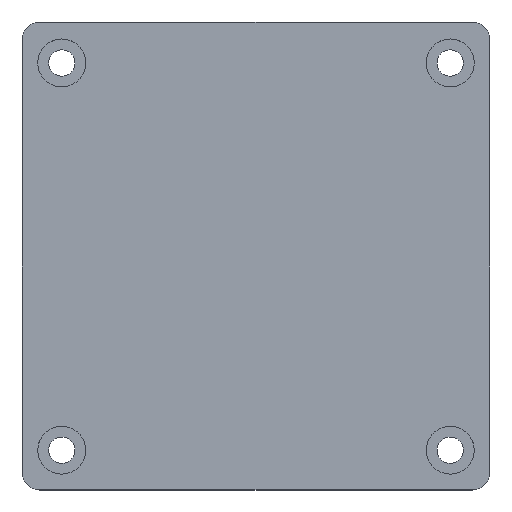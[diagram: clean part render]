
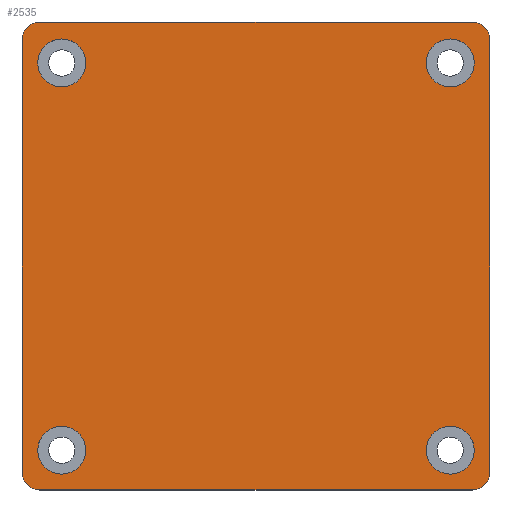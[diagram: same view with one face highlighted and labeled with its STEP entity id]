
A CAD part, top view. The second image highlights one B-rep face of the part: STEP entity #2535.
In plain terms, the highlighted planar face has unit normal (0, 0, 1).
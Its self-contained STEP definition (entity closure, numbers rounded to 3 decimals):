
#16 = DIRECTION ( 'NONE',  ( 0., 1., 0. ) ) ;
#20 = CARTESIAN_POINT ( 'NONE',  ( -37., -40., 4. ) ) ;
#33 = EDGE_CURVE ( 'NONE', #858, #3808, #2255, .T. ) ;
#36 = AXIS2_PLACEMENT_3D ( 'NONE', #2261, #2873, #1907 ) ;
#49 = VERTEX_POINT ( 'NONE', #3320 ) ;
#58 = VERTEX_POINT ( 'NONE', #4250 ) ;
#67 = LINE ( 'NONE', #3025, #3827 ) ;
#69 = CARTESIAN_POINT ( 'NONE',  ( -37., 37., 4. ) ) ;
#123 = DIRECTION ( 'NONE',  ( 0., 0., -1. ) ) ;
#143 = DIRECTION ( 'NONE',  ( 0., -1., 0. ) ) ;
#149 = EDGE_LOOP ( 'NONE', ( #202, #738 ) ) ;
#202 = ORIENTED_EDGE ( 'NONE', *, *, #2114, .T. ) ;
#210 = EDGE_LOOP ( 'NONE', ( #351, #754 ) ) ;
#234 = EDGE_CURVE ( 'NONE', #690, #3092, #1898, .T. ) ;
#238 = CARTESIAN_POINT ( 'NONE',  ( -40., -37., 4. ) ) ;
#239 = CIRCLE ( 'NONE', #509, 4.1 ) ;
#302 = AXIS2_PLACEMENT_3D ( 'NONE', #361, #1317, #3639 ) ;
#315 = DIRECTION ( 'NONE',  ( 0., 0., 1. ) ) ;
#351 = ORIENTED_EDGE ( 'NONE', *, *, #3304, .T. ) ;
#361 = CARTESIAN_POINT ( 'NONE',  ( 33.2, -33.2, 4. ) ) ;
#363 = FACE_BOUND ( 'NONE', #149, .T. ) ;
#381 = AXIS2_PLACEMENT_3D ( 'NONE', #824, #1563, #3554 ) ;
#383 = CARTESIAN_POINT ( 'NONE',  ( -33.2, -29.1, 4. ) ) ;
#425 = CARTESIAN_POINT ( 'NONE',  ( 33.2, -29.1, 4. ) ) ;
#433 = VERTEX_POINT ( 'NONE', #1583 ) ;
#450 = EDGE_CURVE ( 'NONE', #3808, #2286, #2601, .T. ) ;
#478 = EDGE_LOOP ( 'NONE', ( #3102, #758 ) ) ;
#483 = CARTESIAN_POINT ( 'NONE',  ( 33.2, 37.1, 4. ) ) ;
#501 = EDGE_LOOP ( 'NONE', ( #2530, #1750 ) ) ;
#509 = AXIS2_PLACEMENT_3D ( 'NONE', #1764, #123, #143 ) ;
#538 = CARTESIAN_POINT ( 'NONE',  ( -37., -40., 4. ) ) ;
#670 = FACE_OUTER_BOUND ( 'NONE', #815, .T. ) ;
#690 = VERTEX_POINT ( 'NONE', #2141 ) ;
#701 = CARTESIAN_POINT ( 'NONE',  ( 33.2, 33., 4. ) ) ;
#711 = VECTOR ( 'NONE', #2041, 1000. ) ;
#729 = AXIS2_PLACEMENT_3D ( 'NONE', #701, #3385, #2950 ) ;
#736 = FACE_BOUND ( 'NONE', #501, .T. ) ;
#738 = ORIENTED_EDGE ( 'NONE', *, *, #1321, .T. ) ;
#754 = ORIENTED_EDGE ( 'NONE', *, *, #1105, .T. ) ;
#758 = ORIENTED_EDGE ( 'NONE', *, *, #2359, .T. ) ;
#815 = EDGE_LOOP ( 'NONE', ( #1368, #2202, #896, #2161, #2868, #3745, #3532, #2610 ) ) ;
#824 = CARTESIAN_POINT ( 'NONE',  ( -33.2, -33.2, 4. ) ) ;
#858 = VERTEX_POINT ( 'NONE', #2967 ) ;
#861 = AXIS2_PLACEMENT_3D ( 'NONE', #3017, #1674, #2291 ) ;
#866 = DIRECTION ( 'NONE',  ( 0., -1., 0. ) ) ;
#896 = ORIENTED_EDGE ( 'NONE', *, *, #33, .T. ) ;
#900 = CARTESIAN_POINT ( 'NONE',  ( -40., 37., 4. ) ) ;
#936 = CIRCLE ( 'NONE', #4175, 3. ) ;
#946 = CARTESIAN_POINT ( 'NONE',  ( -33.2, 33., 4. ) ) ;
#1072 = CIRCLE ( 'NONE', #302, 4.1 ) ;
#1105 = EDGE_CURVE ( 'NONE', #2809, #58, #4242, .T. ) ;
#1151 = DIRECTION ( 'NONE',  ( 0., 0., -1. ) ) ;
#1163 = EDGE_CURVE ( 'NONE', #1197, #2214, #1170, .T. ) ;
#1170 = LINE ( 'NONE', #538, #3696 ) ;
#1197 = VERTEX_POINT ( 'NONE', #20 ) ;
#1263 = CARTESIAN_POINT ( 'NONE',  ( 33.2, 28.9, 4. ) ) ;
#1274 = AXIS2_PLACEMENT_3D ( 'NONE', #946, #2860, #3816 ) ;
#1317 = DIRECTION ( 'NONE',  ( 0., 0., -1. ) ) ;
#1321 = EDGE_CURVE ( 'NONE', #2719, #2574, #1072, .T. ) ;
#1348 = EDGE_CURVE ( 'NONE', #49, #858, #67, .T. ) ;
#1359 = VERTEX_POINT ( 'NONE', #483 ) ;
#1368 = ORIENTED_EDGE ( 'NONE', *, *, #2332, .T. ) ;
#1380 = DIRECTION ( 'NONE',  ( -1., 0., 0. ) ) ;
#1407 = CARTESIAN_POINT ( 'NONE',  ( 33.2, -33.2, 4. ) ) ;
#1409 = CIRCLE ( 'NONE', #2921, 4.1 ) ;
#1525 = CARTESIAN_POINT ( 'NONE',  ( 37., -37., 4. ) ) ;
#1563 = DIRECTION ( 'NONE',  ( 0., 0., -1. ) ) ;
#1583 = CARTESIAN_POINT ( 'NONE',  ( 40., -37., 4. ) ) ;
#1674 = DIRECTION ( 'NONE',  ( 0., 0., 1. ) ) ;
#1684 = FACE_BOUND ( 'NONE', #478, .T. ) ;
#1687 = AXIS2_PLACEMENT_3D ( 'NONE', #1876, #2829, #866 ) ;
#1697 = EDGE_CURVE ( 'NONE', #1359, #1872, #2524, .T. ) ;
#1750 = ORIENTED_EDGE ( 'NONE', *, *, #1697, .T. ) ;
#1764 = CARTESIAN_POINT ( 'NONE',  ( 33.2, 33., 4. ) ) ;
#1872 = VERTEX_POINT ( 'NONE', #1263 ) ;
#1876 = CARTESIAN_POINT ( 'NONE',  ( -33.2, 33., 4. ) ) ;
#1898 = CIRCLE ( 'NONE', #381, 4.1 ) ;
#1907 = DIRECTION ( 'NONE',  ( 0., 1., 0. ) ) ;
#1958 = AXIS2_PLACEMENT_3D ( 'NONE', #1407, #1151, #2725 ) ;
#2009 = EDGE_CURVE ( 'NONE', #433, #2514, #3686, .T. ) ;
#2012 = FACE_BOUND ( 'NONE', #210, .T. ) ;
#2041 = DIRECTION ( 'NONE',  ( 0., 1., 0. ) ) ;
#2114 = EDGE_CURVE ( 'NONE', #2574, #2719, #3966, .T. ) ;
#2141 = CARTESIAN_POINT ( 'NONE',  ( -33.2, -37.3, 4. ) ) ;
#2161 = ORIENTED_EDGE ( 'NONE', *, *, #450, .T. ) ;
#2202 = ORIENTED_EDGE ( 'NONE', *, *, #1348, .T. ) ;
#2214 = VERTEX_POINT ( 'NONE', #2746 ) ;
#2255 = CIRCLE ( 'NONE', #861, 3. ) ;
#2261 = CARTESIAN_POINT ( 'NONE',  ( 37., 37., 4. ) ) ;
#2286 = VERTEX_POINT ( 'NONE', #238 ) ;
#2291 = DIRECTION ( 'NONE',  ( 0., 1., 0. ) ) ;
#2332 = EDGE_CURVE ( 'NONE', #2514, #49, #3826, .T. ) ;
#2359 = EDGE_CURVE ( 'NONE', #3092, #690, #1409, .T. ) ;
#2383 = DIRECTION ( 'NONE',  ( 0., 0., 1. ) ) ;
#2514 = VERTEX_POINT ( 'NONE', #3641 ) ;
#2524 = CIRCLE ( 'NONE', #729, 4.1 ) ;
#2528 = DIRECTION ( 'NONE',  ( 0., 1., 0. ) ) ;
#2530 = ORIENTED_EDGE ( 'NONE', *, *, #2800, .T. ) ;
#2535 = ADVANCED_FACE ( 'NONE', ( #670, #2012, #363, #1684, #736 ), #3375, .T. ) ;
#2540 = CARTESIAN_POINT ( 'NONE',  ( 33.2, -37.3, 4. ) ) ;
#2571 = DIRECTION ( 'NONE',  ( 1., 0., 0. ) ) ;
#2574 = VERTEX_POINT ( 'NONE', #2540 ) ;
#2588 = AXIS2_PLACEMENT_3D ( 'NONE', #1525, #2841, #2528 ) ;
#2601 = LINE ( 'NONE', #3924, #4112 ) ;
#2610 = ORIENTED_EDGE ( 'NONE', *, *, #2009, .T. ) ;
#2698 = DIRECTION ( 'NONE',  ( 0., -1., 0. ) ) ;
#2719 = VERTEX_POINT ( 'NONE', #425 ) ;
#2725 = DIRECTION ( 'NONE',  ( 0., -1., 0. ) ) ;
#2732 = CARTESIAN_POINT ( 'NONE',  ( -33.2, 37.1, 4. ) ) ;
#2746 = CARTESIAN_POINT ( 'NONE',  ( 37., -40., 4. ) ) ;
#2783 = AXIS2_PLACEMENT_3D ( 'NONE', #69, #2383, #2698 ) ;
#2800 = EDGE_CURVE ( 'NONE', #1872, #1359, #239, .T. ) ;
#2809 = VERTEX_POINT ( 'NONE', #2732 ) ;
#2829 = DIRECTION ( 'NONE',  ( 0., 0., -1. ) ) ;
#2841 = DIRECTION ( 'NONE',  ( 0., 0., 1. ) ) ;
#2860 = DIRECTION ( 'NONE',  ( 0., 0., -1. ) ) ;
#2868 = ORIENTED_EDGE ( 'NONE', *, *, #3039, .T. ) ;
#2873 = DIRECTION ( 'NONE',  ( 0., 0., 1. ) ) ;
#2910 = DIRECTION ( 'NONE',  ( 0., 0., -1. ) ) ;
#2921 = AXIS2_PLACEMENT_3D ( 'NONE', #4216, #2910, #4153 ) ;
#2950 = DIRECTION ( 'NONE',  ( 0., -1., 0. ) ) ;
#2967 = CARTESIAN_POINT ( 'NONE',  ( -37., 40., 4. ) ) ;
#2978 = EDGE_CURVE ( 'NONE', #2214, #433, #3832, .T. ) ;
#3017 = CARTESIAN_POINT ( 'NONE',  ( -37., 37., 4. ) ) ;
#3025 = CARTESIAN_POINT ( 'NONE',  ( -37., 40., 4. ) ) ;
#3039 = EDGE_CURVE ( 'NONE', #2286, #1197, #936, .T. ) ;
#3092 = VERTEX_POINT ( 'NONE', #383 ) ;
#3102 = ORIENTED_EDGE ( 'NONE', *, *, #234, .T. ) ;
#3276 = CARTESIAN_POINT ( 'NONE',  ( -37., -37., 4. ) ) ;
#3304 = EDGE_CURVE ( 'NONE', #58, #2809, #4166, .T. ) ;
#3317 = CARTESIAN_POINT ( 'NONE',  ( 40., 37., 4. ) ) ;
#3320 = CARTESIAN_POINT ( 'NONE',  ( 37., 40., 4. ) ) ;
#3375 = PLANE ( 'NONE',  #2783 ) ;
#3385 = DIRECTION ( 'NONE',  ( 0., 0., -1. ) ) ;
#3532 = ORIENTED_EDGE ( 'NONE', *, *, #2978, .T. ) ;
#3554 = DIRECTION ( 'NONE',  ( 0., -1., 0. ) ) ;
#3639 = DIRECTION ( 'NONE',  ( 0., -1., 0. ) ) ;
#3641 = CARTESIAN_POINT ( 'NONE',  ( 40., 37., 4. ) ) ;
#3686 = LINE ( 'NONE', #3317, #711 ) ;
#3696 = VECTOR ( 'NONE', #2571, 1000. ) ;
#3745 = ORIENTED_EDGE ( 'NONE', *, *, #1163, .T. ) ;
#3808 = VERTEX_POINT ( 'NONE', #900 ) ;
#3816 = DIRECTION ( 'NONE',  ( 0., -1., 0. ) ) ;
#3826 = CIRCLE ( 'NONE', #36, 3. ) ;
#3827 = VECTOR ( 'NONE', #1380, 1000. ) ;
#3832 = CIRCLE ( 'NONE', #2588, 3. ) ;
#3924 = CARTESIAN_POINT ( 'NONE',  ( -40., 37., 4. ) ) ;
#3966 = CIRCLE ( 'NONE', #1958, 4.1 ) ;
#4112 = VECTOR ( 'NONE', #4265, 1000. ) ;
#4153 = DIRECTION ( 'NONE',  ( 0., -1., 0. ) ) ;
#4166 = CIRCLE ( 'NONE', #1274, 4.1 ) ;
#4175 = AXIS2_PLACEMENT_3D ( 'NONE', #3276, #315, #16 ) ;
#4216 = CARTESIAN_POINT ( 'NONE',  ( -33.2, -33.2, 4. ) ) ;
#4242 = CIRCLE ( 'NONE', #1687, 4.1 ) ;
#4250 = CARTESIAN_POINT ( 'NONE',  ( -33.2, 28.9, 4. ) ) ;
#4265 = DIRECTION ( 'NONE',  ( 0., -1., 0. ) ) ;
